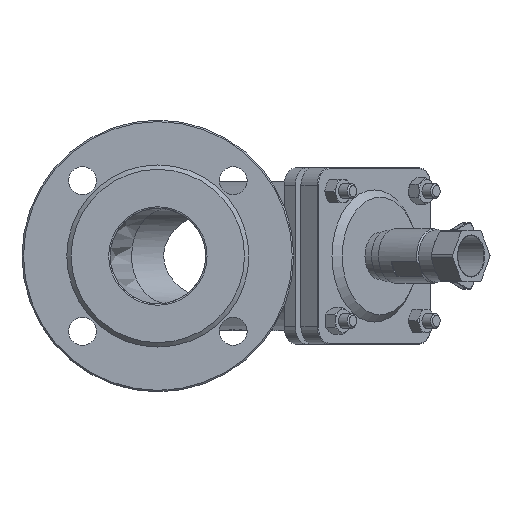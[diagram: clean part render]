
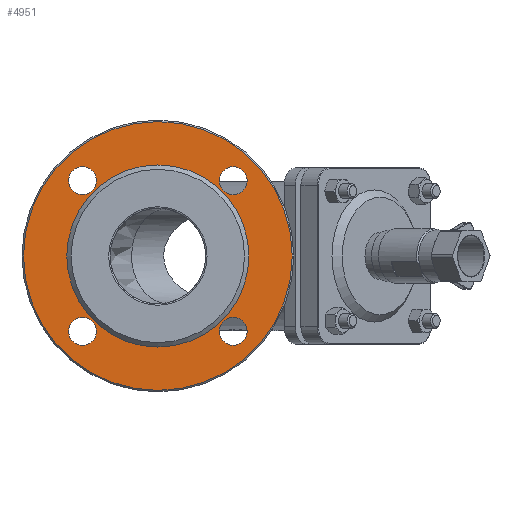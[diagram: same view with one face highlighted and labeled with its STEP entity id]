
A CAD part, left-side view. The second image highlights one B-rep face of the part: STEP entity #4951.
In plain terms, the highlighted planar face has unit normal (-1, 0, 0).
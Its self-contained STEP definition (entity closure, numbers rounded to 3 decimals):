
#395=FACE_BOUND('',#1460,.T.);
#396=FACE_BOUND('',#1461,.T.);
#397=FACE_BOUND('',#1462,.T.);
#398=FACE_BOUND('',#1463,.T.);
#399=FACE_BOUND('',#1464,.T.);
#435=PLANE('',#5408);
#1144=FACE_OUTER_BOUND('',#1459,.T.);
#1459=EDGE_LOOP('',(#3475));
#1460=EDGE_LOOP('',(#3476));
#1461=EDGE_LOOP('',(#3477));
#1462=EDGE_LOOP('',(#3478));
#1463=EDGE_LOOP('',(#3479));
#1464=EDGE_LOOP('',(#3480));
#1836=CIRCLE('',#5407,62.);
#1837=CIRCLE('',#5409,91.5);
#1838=CIRCLE('',#5410,9.5);
#1839=CIRCLE('',#5411,9.5);
#1840=CIRCLE('',#5412,9.5);
#1841=CIRCLE('',#5413,9.5);
#2152=VERTEX_POINT('',#8683);
#2153=VERTEX_POINT('',#8687);
#2154=VERTEX_POINT('',#8689);
#2155=VERTEX_POINT('',#8691);
#2156=VERTEX_POINT('',#8693);
#2157=VERTEX_POINT('',#8695);
#2652=EDGE_CURVE('',#2152,#2152,#1836,.T.);
#2654=EDGE_CURVE('',#2153,#2153,#1837,.T.);
#2655=EDGE_CURVE('',#2154,#2154,#1838,.T.);
#2656=EDGE_CURVE('',#2155,#2155,#1839,.T.);
#2657=EDGE_CURVE('',#2156,#2156,#1840,.T.);
#2658=EDGE_CURVE('',#2157,#2157,#1841,.T.);
#3475=ORIENTED_EDGE('',*,*,#2654,.F.);
#3476=ORIENTED_EDGE('',*,*,#2655,.T.);
#3477=ORIENTED_EDGE('',*,*,#2656,.T.);
#3478=ORIENTED_EDGE('',*,*,#2657,.T.);
#3479=ORIENTED_EDGE('',*,*,#2658,.T.);
#3480=ORIENTED_EDGE('',*,*,#2652,.F.);
#4951=ADVANCED_FACE('',(#1144,#395,#396,#397,#398,#399),#435,.F.);
#5407=AXIS2_PLACEMENT_3D('',#8684,#6127,#6128);
#5408=AXIS2_PLACEMENT_3D('',#8686,#6130,#6131);
#5409=AXIS2_PLACEMENT_3D('',#8688,#6132,#6133);
#5410=AXIS2_PLACEMENT_3D('',#8690,#6134,#6135);
#5411=AXIS2_PLACEMENT_3D('',#8692,#6136,#6137);
#5412=AXIS2_PLACEMENT_3D('',#8694,#6138,#6139);
#5413=AXIS2_PLACEMENT_3D('',#8696,#6140,#6141);
#6127=DIRECTION('center_axis',(-1.,0.,0.));
#6128=DIRECTION('ref_axis',(0.,0.,1.));
#6130=DIRECTION('center_axis',(1.,0.,0.));
#6131=DIRECTION('ref_axis',(0.,0.,-1.));
#6132=DIRECTION('center_axis',(1.,0.,0.));
#6133=DIRECTION('ref_axis',(0.,1.,0.));
#6134=DIRECTION('center_axis',(1.,0.,0.));
#6135=DIRECTION('ref_axis',(0.,-1.,0.));
#6136=DIRECTION('center_axis',(1.,0.,0.));
#6137=DIRECTION('ref_axis',(0.,-1.,0.));
#6138=DIRECTION('center_axis',(1.,0.,0.));
#6139=DIRECTION('ref_axis',(0.,-1.,0.));
#6140=DIRECTION('center_axis',(1.,0.,0.));
#6141=DIRECTION('ref_axis',(0.,-1.,0.));
#8683=CARTESIAN_POINT('',(-269.,0.,-62.));
#8684=CARTESIAN_POINT('Origin',(-269.,0.,0.));
#8686=CARTESIAN_POINT('Origin',(-269.,0.,0.));
#8687=CARTESIAN_POINT('',(-269.,-91.5,0.));
#8688=CARTESIAN_POINT('Origin',(-269.,0.,0.));
#8689=CARTESIAN_POINT('',(-269.,-41.765,-51.265));
#8690=CARTESIAN_POINT('Origin',(-269.,-51.265,-51.265));
#8691=CARTESIAN_POINT('',(-269.,-41.765,51.265));
#8692=CARTESIAN_POINT('Origin',(-269.,-51.265,51.265));
#8693=CARTESIAN_POINT('',(-269.,60.765,51.265));
#8694=CARTESIAN_POINT('Origin',(-269.,51.265,51.265));
#8695=CARTESIAN_POINT('',(-269.,60.765,-51.265));
#8696=CARTESIAN_POINT('Origin',(-269.,51.265,-51.265));
